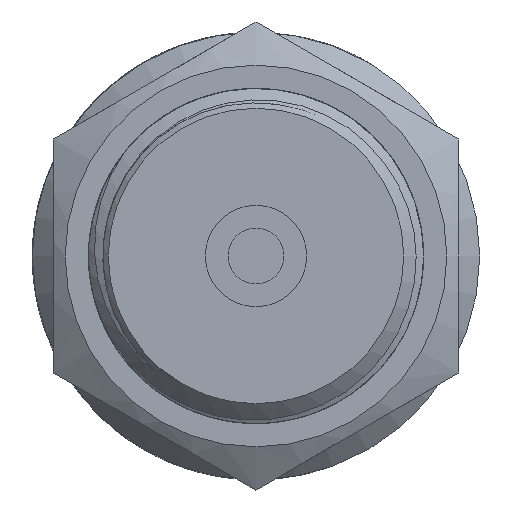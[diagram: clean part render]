
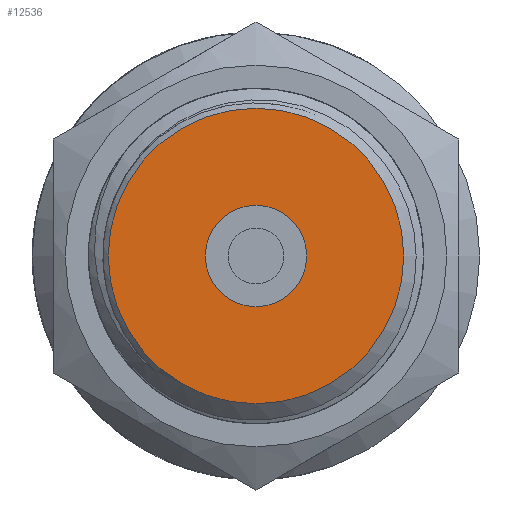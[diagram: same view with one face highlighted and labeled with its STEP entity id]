
A CAD part, left-side view. The second image highlights one B-rep face of the part: STEP entity #12536.
In plain terms, the highlighted planar face has unit normal (-1, 0, 0).
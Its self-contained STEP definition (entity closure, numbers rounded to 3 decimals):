
#1239=FACE_BOUND('',#4017,.T.);
#3283=FACE_OUTER_BOUND('',#4016,.T.);
#4016=EDGE_LOOP('',(#8468));
#4017=EDGE_LOOP('',(#8469));
#4785=CIRCLE('',#13339,8.75);
#4786=CIRCLE('',#13341,3.);
#5095=VERTEX_POINT('',#18116);
#5096=VERTEX_POINT('',#18120);
#6441=EDGE_CURVE('',#5095,#5095,#4785,.T.);
#6442=EDGE_CURVE('',#5096,#5096,#4786,.T.);
#8468=ORIENTED_EDGE('',*,*,#6441,.F.);
#8469=ORIENTED_EDGE('',*,*,#6442,.T.);
#12264=PLANE('',#13340);
#12536=ADVANCED_FACE('',(#3283,#1239),#12264,.T.);
#13339=AXIS2_PLACEMENT_3D('',#18118,#14077,#14078);
#13340=AXIS2_PLACEMENT_3D('',#18119,#14079,#14080);
#13341=AXIS2_PLACEMENT_3D('',#18121,#14081,#14082);
#14077=DIRECTION('center_axis',(1.,0.,0.));
#14078=DIRECTION('ref_axis',(0.,0.,-1.));
#14079=DIRECTION('center_axis',(-1.,0.,0.));
#14080=DIRECTION('ref_axis',(0.,0.,1.));
#14081=DIRECTION('center_axis',(1.,0.,0.));
#14082=DIRECTION('ref_axis',(0.,0.,-1.));
#18116=CARTESIAN_POINT('',(3.,-8.75,0.));
#18118=CARTESIAN_POINT('Origin',(3.,0.,0.));
#18119=CARTESIAN_POINT('Origin',(3.,8.75,0.));
#18120=CARTESIAN_POINT('',(3.,-3.,0.));
#18121=CARTESIAN_POINT('Origin',(3.,0.,0.));
